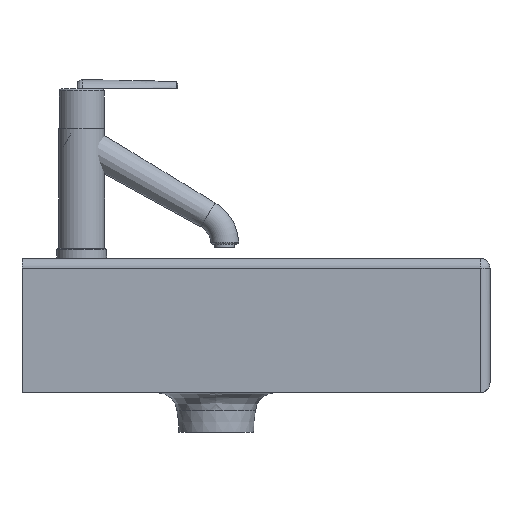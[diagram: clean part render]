
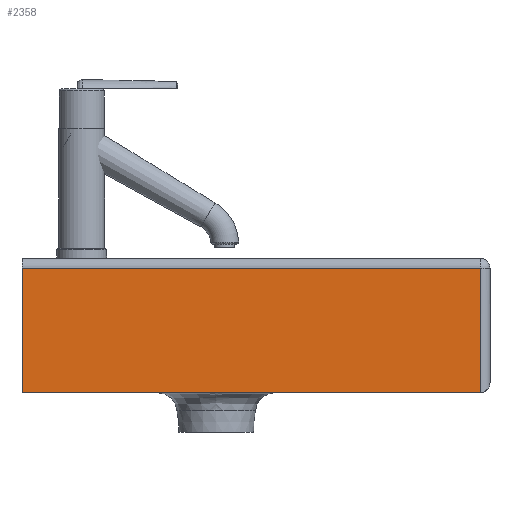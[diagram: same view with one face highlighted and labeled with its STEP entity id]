
A CAD part, left-side view. The second image highlights one B-rep face of the part: STEP entity #2358.
In plain terms, the highlighted planar face has unit normal (-1, 0, 0).
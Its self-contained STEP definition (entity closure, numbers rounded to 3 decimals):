
#1621=CARTESIAN_POINT('',(-27.987,-442.819,0.0));
#1622=VERTEX_POINT('',#1621);
#1695=CARTESIAN_POINT('',(-27.987,-442.819,125.0));
#1696=VERTEX_POINT('',#1695);
#1719=CARTESIAN_POINT('',(-27.987,17.181,125.0));
#1720=VERTEX_POINT('',#1719);
#1728=CARTESIAN_POINT('',(-27.987,17.181,125.0));
#1729=DIRECTION('',(0.0,-1.0,0.0));
#1730=VECTOR('',#1729,460.0);
#1731=LINE('',#1728,#1730);
#1732=EDGE_CURVE('',#1720,#1696,#1731,.T.);
#1751=CARTESIAN_POINT('',(-27.987,-442.819,125.0));
#1752=DIRECTION('',(0.0,0.0,-1.0));
#1753=VECTOR('',#1752,125.0);
#1754=LINE('',#1751,#1753);
#1755=EDGE_CURVE('',#1696,#1622,#1754,.T.);
#1897=CARTESIAN_POINT('',(-27.987,17.181,0.0));
#1898=VERTEX_POINT('',#1897);
#1905=CARTESIAN_POINT('',(-27.987,17.181,0.0));
#1906=DIRECTION('',(0.0,0.0,1.0));
#1907=VECTOR('',#1906,125.0);
#1908=LINE('',#1905,#1907);
#1909=EDGE_CURVE('',#1898,#1720,#1908,.T.);
#2051=CARTESIAN_POINT('',(-27.987,-442.819,0.0));
#2052=DIRECTION('',(0.0,1.0,0.0));
#2053=VECTOR('',#2052,460.0);
#2054=LINE('',#2051,#2053);
#2055=EDGE_CURVE('',#1622,#1898,#2054,.T.);
#2347=CARTESIAN_POINT('',(-27.987,-452.819,0.0));
#2348=DIRECTION('',(-1.0,0.0,0.0));
#2349=DIRECTION('',(0.0,0.0,1.0));
#2350=AXIS2_PLACEMENT_3D('',#2347,#2348,#2349);
#2351=PLANE('',#2350);
#2352=ORIENTED_EDGE('',*,*,#1732,.F.);
#2353=ORIENTED_EDGE('',*,*,#1909,.F.);
#2354=ORIENTED_EDGE('',*,*,#2055,.F.);
#2355=ORIENTED_EDGE('',*,*,#1755,.F.);
#2356=EDGE_LOOP('',(#2352,#2353,#2354,#2355));
#2357=FACE_OUTER_BOUND('',#2356,.T.);
#2358=ADVANCED_FACE('',(#2357),#2351,.T.);
